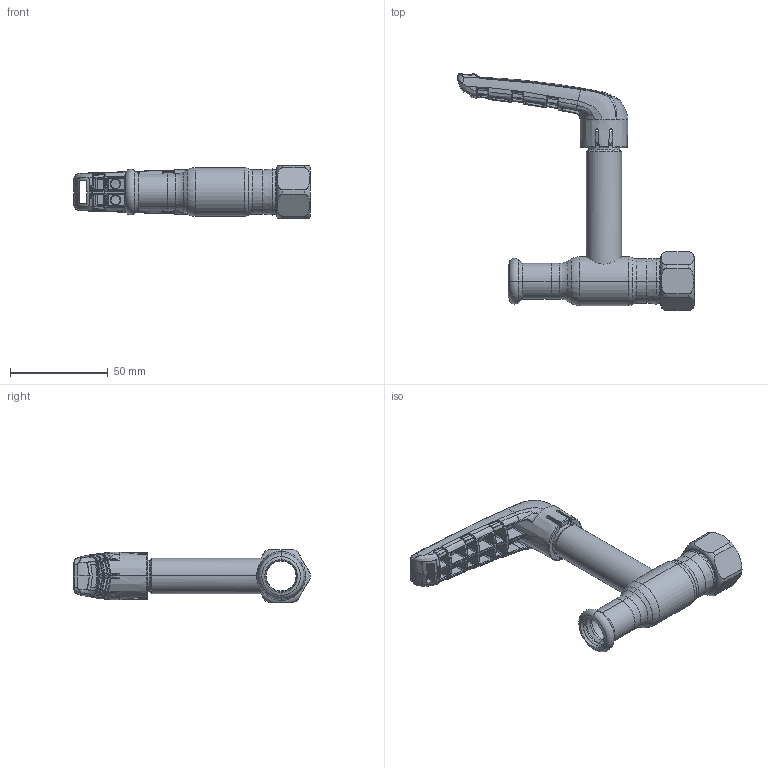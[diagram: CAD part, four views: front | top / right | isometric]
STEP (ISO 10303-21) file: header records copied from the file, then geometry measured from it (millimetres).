
FILE_DESCRIPTION (( 'STEP AP214' ), '1' );
FILE_NAME ('2010001011-xxxx.step', '2019-05-10T10:36:10', ( '' ), ( '' ), 'SwSTEP 2.0', 'SolidWorks 2017', '' );
FILE_SCHEMA (( 'AUTOMOTIVE_DESIGN' ));
Length unit declared in the file: millimetre
Products named in the file (1): 2010001011-xxxx
Bounding box: 120.98 x 121.18 x 27 mm (x, y, z)
Surface area: 23590.3 mm2 (no closed solid volume)
Topology: 0 solids, 8 shells, 800 faces, 2443 edges, 1546 vertices
Faces by surface type: bspline 649, plane 55, cylinder 40, cone 29, torus 27
Entity records: 59037 total; most frequent: CARTESIAN_POINT 34478, ORIENTED_EDGE 4133, EDGE_CURVE 2418, B_SPLINE_CURVE_WITH_KNOTS 1690, DIRECTION 1577, VERTEX_POINT 1546, EDGE_LOOP 822, UNCERTAINTY_MEASURE_WITH_UNIT 802
